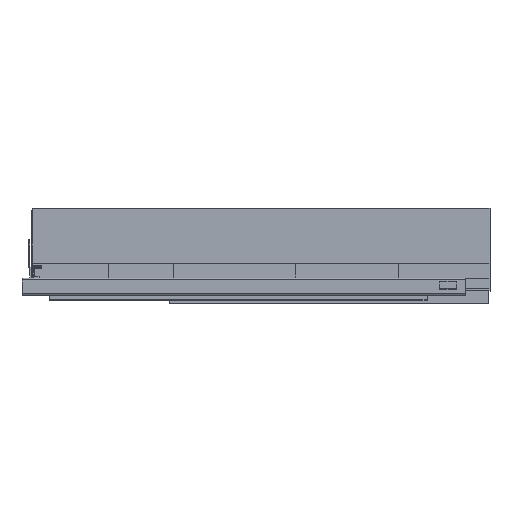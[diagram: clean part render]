
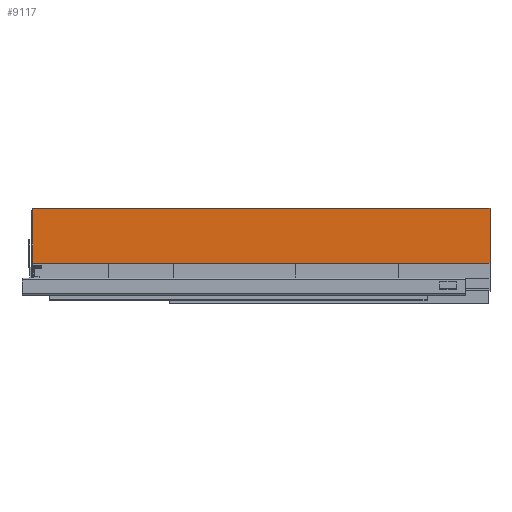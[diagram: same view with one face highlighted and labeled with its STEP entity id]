
A CAD part, top view. The second image highlights one B-rep face of the part: STEP entity #9117.
In plain terms, the highlighted planar face has unit normal (0, 0, 1).
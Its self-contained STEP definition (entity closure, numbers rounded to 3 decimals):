
#62 = EDGE_LOOP ( 'NONE', ( #5124, #5268, #4070, #5058 ) ) ;
#92 = VERTEX_POINT ( 'NONE', #3169 ) ;
#124 = DIRECTION ( 'NONE',  ( 1., 0., 0. ) ) ;
#133 = EDGE_CURVE ( 'NONE', #5869, #2552, #692, .T. ) ;
#172 = CARTESIAN_POINT ( 'NONE',  ( -490., 89., 13.5 ) ) ;
#443 = VERTEX_POINT ( 'NONE', #4229 ) ;
#501 = VECTOR ( 'NONE', #7283, 1000. ) ;
#692 = LINE ( 'NONE', #172, #8744 ) ;
#780 = CARTESIAN_POINT ( 'NONE',  ( -490., 30., 13.5 ) ) ;
#847 = DIRECTION ( 'NONE',  ( 0., -1., 0. ) ) ;
#897 = CARTESIAN_POINT ( 'NONE',  ( 0., 89., 13.5 ) ) ;
#2552 = VERTEX_POINT ( 'NONE', #5856 ) ;
#2849 = EDGE_CURVE ( 'NONE', #92, #443, #7881, .T. ) ;
#2998 = FACE_OUTER_BOUND ( 'NONE', #62, .T. ) ;
#3169 = CARTESIAN_POINT ( 'NONE',  ( -490., 30., 13.5 ) ) ;
#3353 = VECTOR ( 'NONE', #4348, 1000. ) ;
#4070 = ORIENTED_EDGE ( 'NONE', *, *, #8851, .T. ) ;
#4229 = CARTESIAN_POINT ( 'NONE',  ( 0., 30., 13.5 ) ) ;
#4348 = DIRECTION ( 'NONE',  ( 1., 0., 0. ) ) ;
#4407 = CARTESIAN_POINT ( 'NONE',  ( -490., 89., 13.5 ) ) ;
#4413 = EDGE_CURVE ( 'NONE', #2552, #443, #5155, .T. ) ;
#4666 = AXIS2_PLACEMENT_3D ( 'NONE', #4407, #7985, #8830 ) ;
#5058 = ORIENTED_EDGE ( 'NONE', *, *, #2849, .T. ) ;
#5124 = ORIENTED_EDGE ( 'NONE', *, *, #4413, .F. ) ;
#5155 = LINE ( 'NONE', #897, #6702 ) ;
#5268 = ORIENTED_EDGE ( 'NONE', *, *, #133, .F. ) ;
#5856 = CARTESIAN_POINT ( 'NONE',  ( 0., 89., 13.5 ) ) ;
#5869 = VERTEX_POINT ( 'NONE', #8240 ) ;
#5945 = PLANE ( 'NONE',  #4666 ) ;
#6702 = VECTOR ( 'NONE', #847, 1000. ) ;
#7238 = CARTESIAN_POINT ( 'NONE',  ( -490., 89., 13.5 ) ) ;
#7283 = DIRECTION ( 'NONE',  ( 0., -1., 0. ) ) ;
#7881 = LINE ( 'NONE', #780, #3353 ) ;
#7985 = DIRECTION ( 'NONE',  ( 0., 0., 1. ) ) ;
#8131 = LINE ( 'NONE', #7238, #501 ) ;
#8240 = CARTESIAN_POINT ( 'NONE',  ( -490., 89., 13.5 ) ) ;
#8744 = VECTOR ( 'NONE', #124, 1000. ) ;
#8830 = DIRECTION ( 'NONE',  ( 0., -1., 0. ) ) ;
#8851 = EDGE_CURVE ( 'NONE', #5869, #92, #8131, .T. ) ;
#9117 = ADVANCED_FACE ( 'NONE', ( #2998 ), #5945, .T. ) ;
